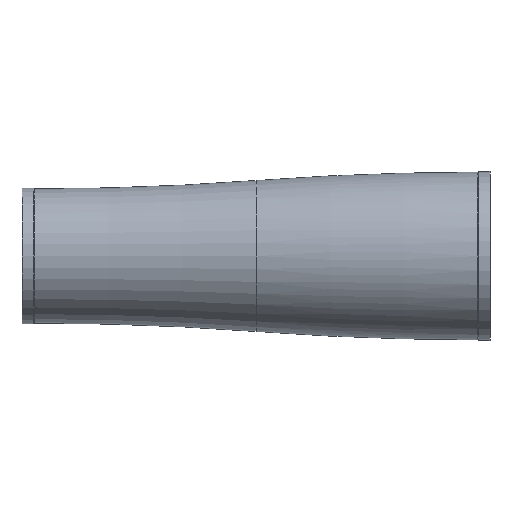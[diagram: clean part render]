
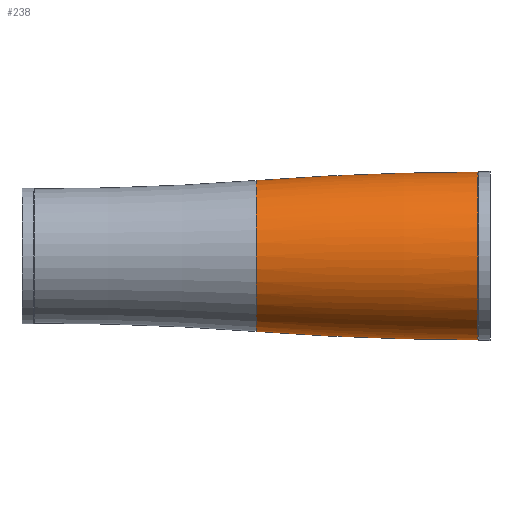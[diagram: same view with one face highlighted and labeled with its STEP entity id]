
A CAD part, front view. The second image highlights one B-rep face of the part: STEP entity #238.
In plain terms, the highlighted toroidal (fillet/blend) face has major radius 955.852 mm and minor radius 983.602 mm.
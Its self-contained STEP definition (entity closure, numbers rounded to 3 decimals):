
#80 = VERTEX_POINT ( 'NONE', #156 ) ;
#87 = ORIENTED_EDGE ( 'NONE', *, *, #694, .T. ) ;
#99 = FACE_OUTER_BOUND ( 'NONE', #894, .T. ) ;
#150 = DIRECTION ( 'NONE',  ( 0., 0., -1. ) ) ;
#156 = CARTESIAN_POINT ( 'NONE',  ( -4., 0., -27.75 ) ) ;
#190 = CARTESIAN_POINT ( 'NONE',  ( -4., 0., 955.852 ) ) ;
#195 = DIRECTION ( 'NONE',  ( 0., 0., -1. ) ) ;
#197 = VERTEX_POINT ( 'NONE', #510 ) ;
#237 = ORIENTED_EDGE ( 'NONE', *, *, #971, .T. ) ;
#238 = ADVANCED_FACE ( 'NONE', ( #99 ), #1018, .T. ) ;
#277 = CARTESIAN_POINT ( 'NONE',  ( -77.5, 0., -25. ) ) ;
#296 = DIRECTION ( 'NONE',  ( 0., -1., 0. ) ) ;
#393 = AXIS2_PLACEMENT_3D ( 'NONE', #734, #740, #741 ) ;
#401 = AXIS2_PLACEMENT_3D ( 'NONE', #699, #703, #706 ) ;
#484 = EDGE_CURVE ( 'NONE', #197, #80, #690, .T. ) ;
#510 = CARTESIAN_POINT ( 'NONE',  ( -4., 0., 27.75 ) ) ;
#523 = AXIS2_PLACEMENT_3D ( 'NONE', #190, #296, #195 ) ;
#530 = CIRCLE ( 'NONE', #393, 25. ) ;
#571 = CIRCLE ( 'NONE', #401, 983.602 ) ;
#597 = AXIS2_PLACEMENT_3D ( 'NONE', #767, #762, #751 ) ;
#614 = CARTESIAN_POINT ( 'NONE',  ( -77.5, 0., 25. ) ) ;
#623 = CIRCLE ( 'NONE', #523, 983.602 ) ;
#674 = ORIENTED_EDGE ( 'NONE', *, *, #961, .F. ) ;
#690 = CIRCLE ( 'NONE', #597, 27.75 ) ;
#694 = EDGE_CURVE ( 'NONE', #779, #80, #623, .T. ) ;
#695 = VERTEX_POINT ( 'NONE', #614 ) ;
#699 = CARTESIAN_POINT ( 'NONE',  ( -4., 0., -955.852 ) ) ;
#703 = DIRECTION ( 'NONE',  ( 0., 1., 0. ) ) ;
#706 = DIRECTION ( 'NONE',  ( 0., 0., 1. ) ) ;
#718 = ORIENTED_EDGE ( 'NONE', *, *, #484, .F. ) ;
#734 = CARTESIAN_POINT ( 'NONE',  ( -77.5, 0., 0. ) ) ;
#740 = DIRECTION ( 'NONE',  ( 1., 0., 0. ) ) ;
#741 = DIRECTION ( 'NONE',  ( 0., 0., -1. ) ) ;
#751 = DIRECTION ( 'NONE',  ( 0., 0., -1. ) ) ;
#762 = DIRECTION ( 'NONE',  ( 1., 0., 0. ) ) ;
#767 = CARTESIAN_POINT ( 'NONE',  ( -4., 0., 0. ) ) ;
#778 = AXIS2_PLACEMENT_3D ( 'NONE', #862, #797, #150 ) ;
#779 = VERTEX_POINT ( 'NONE', #277 ) ;
#797 = DIRECTION ( 'NONE',  ( 1., 0., 0. ) ) ;
#862 = CARTESIAN_POINT ( 'NONE',  ( -4., 0., 0. ) ) ;
#894 = EDGE_LOOP ( 'NONE', ( #674, #237, #87, #718 ) ) ;
#961 = EDGE_CURVE ( 'NONE', #695, #197, #571, .T. ) ;
#971 = EDGE_CURVE ( 'NONE', #695, #779, #530, .T. ) ;
#1018 = TOROIDAL_SURFACE ( 'NONE', #778, -955.852, 983.602 ) ;
